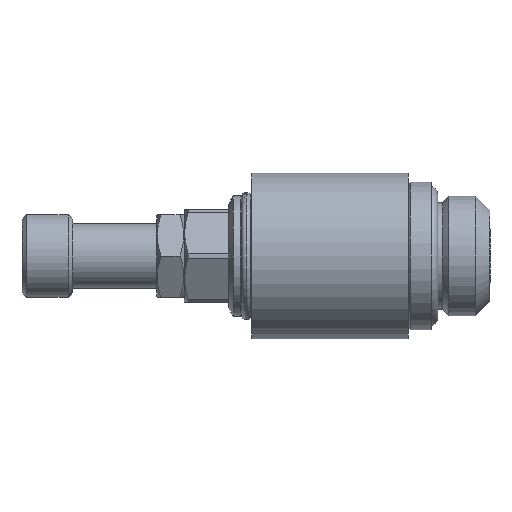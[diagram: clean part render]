
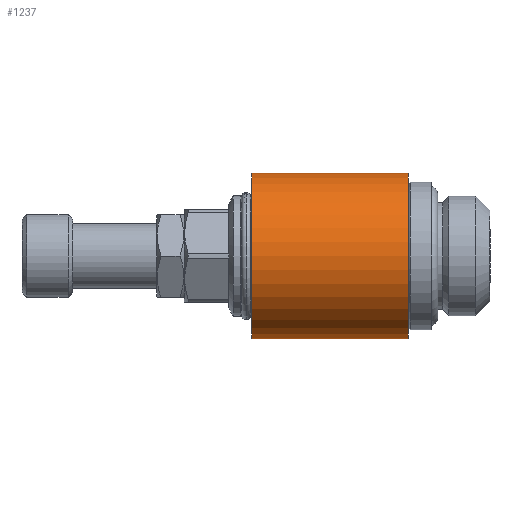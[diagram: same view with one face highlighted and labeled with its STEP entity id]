
A CAD part, left-side view. The second image highlights one B-rep face of the part: STEP entity #1237.
In plain terms, the highlighted cylindrical face has radius 9 mm (diameter 18 mm), a partial arc.
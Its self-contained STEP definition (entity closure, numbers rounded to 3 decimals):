
#1161 = EDGE_CURVE ( 'NONE', #1342, #1334, #3773, .T. ) ;
#1180 = EDGE_CURVE ( 'NONE', #1319, #1321, #3794, .T. ) ;
#1237 = ADVANCED_FACE ( 'NONE', ( #3853 ), #3864, .T. ) ;
#1238 = EDGE_LOOP ( 'NONE', ( #1239, #1240, #1300, #1285 ) ) ;
#1239 = ORIENTED_EDGE ( 'NONE', *, *, #1339, .F. ) ;
#1240 = ORIENTED_EDGE ( 'NONE', *, *, #1180, .T. ) ;
#1285 = ORIENTED_EDGE ( 'NONE', *, *, #1161, .T. ) ;
#1300 = ORIENTED_EDGE ( 'NONE', *, *, #1324, .T. ) ;
#1319 = VERTEX_POINT ( 'NONE', #4637 ) ;
#1321 = VERTEX_POINT ( 'NONE', #4634 ) ;
#1324 = EDGE_CURVE ( 'NONE', #1321, #1342, #4624, .T. ) ;
#1334 = VERTEX_POINT ( 'NONE', #4694 ) ;
#1339 = EDGE_CURVE ( 'NONE', #1319, #1334, #4665, .T. ) ;
#1342 = VERTEX_POINT ( 'NONE', #4698 ) ;
#3681 = CARTESIAN_POINT ( 'NONE',  ( 0., 32.286, 9. ) ) ;
#3756 = DIRECTION ( 'NONE',  ( 0., 1., 0. ) ) ;
#3757 = VECTOR ( 'NONE', #3756, 1000. ) ;
#3766 = DIRECTION ( 'NONE',  ( 0., 0., -1. ) ) ;
#3767 = DIRECTION ( 'NONE',  ( 0., -1., 0. ) ) ;
#3768 = CARTESIAN_POINT ( 'NONE',  ( 0., 26.2, 0. ) ) ;
#3769 = AXIS2_PLACEMENT_3D ( 'NONE', #3768, #3767, #3766 ) ;
#3773 = CIRCLE ( 'NONE', #3769, 9. ) ;
#3794 = CIRCLE ( 'NONE', #3828, 9. ) ;
#3797 = DIRECTION ( 'NONE',  ( 0., 1., 0. ) ) ;
#3815 = CARTESIAN_POINT ( 'NONE',  ( 0., 9.2, 0. ) ) ;
#3821 = DIRECTION ( 'NONE',  ( 0., 0., 1. ) ) ;
#3828 = AXIS2_PLACEMENT_3D ( 'NONE', #3815, #3797, #3821 ) ;
#3853 = FACE_OUTER_BOUND ( 'NONE', #1238, .T. ) ;
#3862 = CARTESIAN_POINT ( 'NONE',  ( 0., 32.286, 0. ) ) ;
#3863 = AXIS2_PLACEMENT_3D ( 'NONE', #3862, #3871, #3870 ) ;
#3864 = CYLINDRICAL_SURFACE ( 'NONE', #3863, 9. ) ;
#3870 = DIRECTION ( 'NONE',  ( 0., 0., 1. ) ) ;
#3871 = DIRECTION ( 'NONE',  ( 0., 1., 0. ) ) ;
#4624 = LINE ( 'NONE', #3681, #3757 ) ;
#4634 = CARTESIAN_POINT ( 'NONE',  ( 0., 9.2, 9. ) ) ;
#4637 = CARTESIAN_POINT ( 'NONE',  ( 0., 9.2, -9. ) ) ;
#4665 = LINE ( 'NONE', #4683, #4682 ) ;
#4681 = DIRECTION ( 'NONE',  ( 0., 1., 0. ) ) ;
#4682 = VECTOR ( 'NONE', #4681, 1000. ) ;
#4683 = CARTESIAN_POINT ( 'NONE',  ( 0., 32.286, -9. ) ) ;
#4694 = CARTESIAN_POINT ( 'NONE',  ( 0., 26.2, -9. ) ) ;
#4698 = CARTESIAN_POINT ( 'NONE',  ( 0., 26.2, 9. ) ) ;
